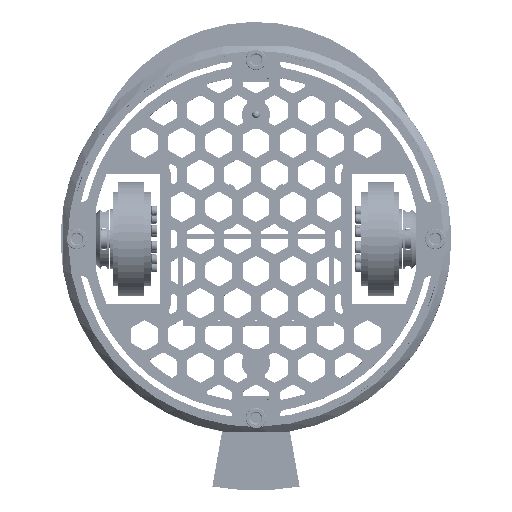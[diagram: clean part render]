
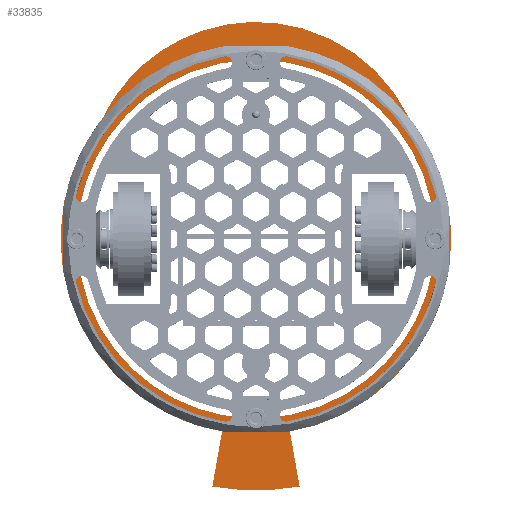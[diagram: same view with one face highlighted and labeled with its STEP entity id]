
A CAD part, top view. The second image highlights one B-rep face of the part: STEP entity #33835.
In plain terms, the highlighted free-form (B-spline) face has degree [1, 1] with [2, 2] control points.
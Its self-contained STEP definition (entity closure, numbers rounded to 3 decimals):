
#33368 = VERTEX_POINT('',#33369);
#33369 = CARTESIAN_POINT('',(75.517,-2.575,
    15.145));
#33376 = EDGE_CURVE('',#33377,#33368,#33379,.T.);
#33377 = VERTEX_POINT('',#33378);
#33378 = CARTESIAN_POINT('',(2.576,-75.517,
    15.145));
#33379 = ( BOUNDED_CURVE() B_SPLINE_CURVE(2,(#33380,#33381,#33382),
.UNSPECIFIED.,.F.,.F.) B_SPLINE_CURVE_WITH_KNOTS((3,3),(4.746,
6.249),.PIECEWISE_BEZIER_KNOTS.) CURVE() 
GEOMETRIC_REPRESENTATION_ITEM() RATIONAL_B_SPLINE_CURVE((1.,
0.731,1.)) REPRESENTATION_ITEM('') );
#33380 = CARTESIAN_POINT('',(2.576,-75.517,
    15.145));
#33381 = CARTESIAN_POINT('',(73.112,-73.111,
    15.145));
#33382 = CARTESIAN_POINT('',(75.517,-2.575,
    15.145));
#33408 = EDGE_CURVE('',#33409,#33377,#33411,.T.);
#33409 = VERTEX_POINT('',#33410);
#33410 = CARTESIAN_POINT('',(-2.576,-75.517,
    15.145));
#33411 = ( BOUNDED_CURVE() B_SPLINE_CURVE(2,(#33412,#33413,#33414,#33415
,#33416),.UNSPECIFIED.,.F.,.F.) B_SPLINE_CURVE_WITH_KNOTS((3,2,3),(
    3.125,4.712,6.3),
.PIECEWISE_BEZIER_KNOTS.) CURVE() GEOMETRIC_REPRESENTATION_ITEM() 
RATIONAL_B_SPLINE_CURVE((1.,0.701,1.,0.701,1.)) 
REPRESENTATION_ITEM('') );
#33412 = CARTESIAN_POINT('',(-2.576,-75.517,
    15.145));
#33413 = CARTESIAN_POINT('',(-2.62,-78.137,
    15.145));
#33414 = CARTESIAN_POINT('',(0.,-78.137,
    15.145));
#33415 = CARTESIAN_POINT('',(2.62,-78.137,
    15.145));
#33416 = CARTESIAN_POINT('',(2.576,-75.517,
    15.145));
#33448 = EDGE_CURVE('',#33449,#33409,#33451,.T.);
#33449 = VERTEX_POINT('',#33450);
#33450 = CARTESIAN_POINT('',(-75.517,-2.575,
    15.145));
#33451 = ( BOUNDED_CURVE() B_SPLINE_CURVE(2,(#33452,#33453,#33454),
.UNSPECIFIED.,.F.,.F.) B_SPLINE_CURVE_WITH_KNOTS((3,3),(3.176,
4.678),.PIECEWISE_BEZIER_KNOTS.) CURVE() 
GEOMETRIC_REPRESENTATION_ITEM() RATIONAL_B_SPLINE_CURVE((1.,
0.731,1.)) REPRESENTATION_ITEM('') );
#33452 = CARTESIAN_POINT('',(-75.517,-2.575,
    15.145));
#33453 = CARTESIAN_POINT('',(-73.112,-73.111,
    15.145));
#33454 = CARTESIAN_POINT('',(-2.576,-75.517,
    15.145));
#33480 = EDGE_CURVE('',#33481,#33449,#33483,.T.);
#33481 = VERTEX_POINT('',#33482);
#33482 = CARTESIAN_POINT('',(-75.517,2.576,
    15.145));
#33483 = ( BOUNDED_CURVE() B_SPLINE_CURVE(2,(#33484,#33485,#33486,#33487
,#33488),.UNSPECIFIED.,.F.,.F.) B_SPLINE_CURVE_WITH_KNOTS((3,2,3),(
    1.554,3.142,4.729),
.PIECEWISE_BEZIER_KNOTS.) CURVE() GEOMETRIC_REPRESENTATION_ITEM() 
RATIONAL_B_SPLINE_CURVE((1.,0.701,1.,0.701,1.)) 
REPRESENTATION_ITEM('') );
#33484 = CARTESIAN_POINT('',(-75.517,2.576,
    15.145));
#33485 = CARTESIAN_POINT('',(-78.137,2.621,
    15.145));
#33486 = CARTESIAN_POINT('',(-78.137,0.,
    15.145));
#33487 = CARTESIAN_POINT('',(-78.137,-2.62,
    15.145));
#33488 = CARTESIAN_POINT('',(-75.517,-2.575,
    15.145));
#33520 = EDGE_CURVE('',#33521,#33481,#33523,.T.);
#33521 = VERTEX_POINT('',#33522);
#33522 = CARTESIAN_POINT('',(-2.576,75.518,
    15.145));
#33523 = ( BOUNDED_CURVE() B_SPLINE_CURVE(2,(#33524,#33525,#33526),
.UNSPECIFIED.,.F.,.F.) B_SPLINE_CURVE_WITH_KNOTS((3,3),(1.605,
3.108),.PIECEWISE_BEZIER_KNOTS.) CURVE() 
GEOMETRIC_REPRESENTATION_ITEM() RATIONAL_B_SPLINE_CURVE((1.,
0.731,1.)) REPRESENTATION_ITEM('') );
#33524 = CARTESIAN_POINT('',(-2.576,75.518,
    15.145));
#33525 = CARTESIAN_POINT('',(-73.112,73.112,
    15.145));
#33526 = CARTESIAN_POINT('',(-75.517,2.576,
    15.145));
#33552 = EDGE_CURVE('',#33553,#33521,#33555,.T.);
#33553 = VERTEX_POINT('',#33554);
#33554 = CARTESIAN_POINT('',(2.576,75.518,
    15.145));
#33555 = ( BOUNDED_CURVE() B_SPLINE_CURVE(2,(#33556,#33557,#33558,#33559
,#33560),.UNSPECIFIED.,.F.,.F.) B_SPLINE_CURVE_WITH_KNOTS((3,2,3),(
    6.266,7.854,9.442),
.PIECEWISE_BEZIER_KNOTS.) CURVE() GEOMETRIC_REPRESENTATION_ITEM() 
RATIONAL_B_SPLINE_CURVE((1.,0.701,1.,0.701,1.)) 
REPRESENTATION_ITEM('') );
#33556 = CARTESIAN_POINT('',(2.576,75.518,
    15.145));
#33557 = CARTESIAN_POINT('',(2.62,78.138,
    15.145));
#33558 = CARTESIAN_POINT('',(0.,78.138,
    15.145));
#33559 = CARTESIAN_POINT('',(-2.62,78.138,
    15.145));
#33560 = CARTESIAN_POINT('',(-2.576,75.518,
    15.145));
#33592 = EDGE_CURVE('',#33593,#33553,#33595,.T.);
#33593 = VERTEX_POINT('',#33594);
#33594 = CARTESIAN_POINT('',(75.517,2.576,
    15.145));
#33595 = ( BOUNDED_CURVE() B_SPLINE_CURVE(2,(#33596,#33597,#33598),
.UNSPECIFIED.,.F.,.F.) B_SPLINE_CURVE_WITH_KNOTS((3,3),(
0.034,1.537),.PIECEWISE_BEZIER_KNOTS.) CURVE() 
GEOMETRIC_REPRESENTATION_ITEM() RATIONAL_B_SPLINE_CURVE((1.,
0.731,1.)) REPRESENTATION_ITEM('') );
#33596 = CARTESIAN_POINT('',(75.517,2.576,
    15.145));
#33597 = CARTESIAN_POINT('',(73.112,73.112,
    15.145));
#33598 = CARTESIAN_POINT('',(2.576,75.518,
    15.145));
#33634 = VERTEX_POINT('',#33635);
#33635 = CARTESIAN_POINT('',(-64.35,51.516,
    15.145));
#33640 = EDGE_CURVE('',#33641,#33634,#33643,.T.);
#33641 = VERTEX_POINT('',#33642);
#33642 = CARTESIAN_POINT('',(64.35,51.516,
    15.145));
#33643 = ( BOUNDED_CURVE() B_SPLINE_CURVE(2,(#33644,#33645,#33646),
.UNSPECIFIED.,.F.,.F.) B_SPLINE_CURVE_WITH_KNOTS((3,3),(0.458,
2.684),.PIECEWISE_BEZIER_KNOTS.) CURVE() 
GEOMETRIC_REPRESENTATION_ITEM() RATIONAL_B_SPLINE_CURVE((1.,
0.442,1.)) REPRESENTATION_ITEM('') );
#33644 = CARTESIAN_POINT('',(64.35,51.516,
    15.145));
#33645 = CARTESIAN_POINT('',(0.,182.155,
    15.145));
#33646 = CARTESIAN_POINT('',(-64.35,51.516,
    15.145));
#33672 = VERTEX_POINT('',#33673);
#33673 = CARTESIAN_POINT('',(-14.314,-81.178,
    15.145));
#33678 = EDGE_CURVE('',#33634,#33672,#33679,.T.);
#33679 = ( BOUNDED_CURVE() B_SPLINE_CURVE(2,(#33680,#33681,#33682),
.UNSPECIFIED.,.F.,.F.) B_SPLINE_CURVE_WITH_KNOTS((3,3),(2.467,
4.538),.PIECEWISE_BEZIER_KNOTS.) CURVE() 
GEOMETRIC_REPRESENTATION_ITEM() RATIONAL_B_SPLINE_CURVE((1.,
0.51,1.)) REPRESENTATION_ITEM('') );
#33680 = CARTESIAN_POINT('',(-64.35,51.516,
    15.145));
#33681 = CARTESIAN_POINT('',(-151.248,-57.032,
    15.145));
#33682 = CARTESIAN_POINT('',(-14.314,-81.178,
    15.145));
#33703 = VERTEX_POINT('',#33704);
#33704 = CARTESIAN_POINT('',(-18.409,-104.402,
    15.145));
#33709 = EDGE_CURVE('',#33672,#33703,#33710,.T.);
#33710 = B_SPLINE_CURVE_WITH_KNOTS('',1,(#33711,#33712),.UNSPECIFIED.,
  .F.,.F.,(2,2),(-10.9,10.9),.PIECEWISE_BEZIER_KNOTS.);
#33711 = CARTESIAN_POINT('',(-14.314,-81.178,
    15.145));
#33712 = CARTESIAN_POINT('',(-18.409,-104.402,
    15.145));
#33732 = VERTEX_POINT('',#33733);
#33733 = CARTESIAN_POINT('',(18.409,-104.402,
    15.145));
#33738 = EDGE_CURVE('',#33703,#33732,#33739,.T.);
#33739 = ( BOUNDED_CURVE() B_SPLINE_CURVE(2,(#33740,#33741,#33742),
.UNSPECIFIED.,.F.,.F.) B_SPLINE_CURVE_WITH_KNOTS((3,3),(4.538,
4.887),.PIECEWISE_BEZIER_KNOTS.) CURVE() 
GEOMETRIC_REPRESENTATION_ITEM() RATIONAL_B_SPLINE_CURVE((1.,
0.985,1.)) REPRESENTATION_ITEM('') );
#33740 = CARTESIAN_POINT('',(-18.409,-104.402,
    15.145));
#33741 = CARTESIAN_POINT('',(0.,-107.648,
    15.145));
#33742 = CARTESIAN_POINT('',(18.409,-104.402,
    15.145));
#33763 = VERTEX_POINT('',#33764);
#33764 = CARTESIAN_POINT('',(14.314,-81.178,
    15.145));
#33769 = EDGE_CURVE('',#33763,#33732,#33770,.T.);
#33770 = B_SPLINE_CURVE_WITH_KNOTS('',1,(#33771,#33772),.UNSPECIFIED.,
  .F.,.F.,(2,2),(-10.9,10.9),.PIECEWISE_BEZIER_KNOTS.);
#33771 = CARTESIAN_POINT('',(14.314,-81.178,
    15.145));
#33772 = CARTESIAN_POINT('',(18.409,-104.402,
    15.145));
#33790 = EDGE_CURVE('',#33763,#33641,#33791,.T.);
#33791 = ( BOUNDED_CURVE() B_SPLINE_CURVE(2,(#33792,#33793,#33794),
.UNSPECIFIED.,.F.,.F.) B_SPLINE_CURVE_WITH_KNOTS((3,3),(4.887,
6.958),.PIECEWISE_BEZIER_KNOTS.) CURVE() 
GEOMETRIC_REPRESENTATION_ITEM() RATIONAL_B_SPLINE_CURVE((1.,
0.51,1.)) REPRESENTATION_ITEM('') );
#33792 = CARTESIAN_POINT('',(14.314,-81.178,
    15.145));
#33793 = CARTESIAN_POINT('',(151.248,-57.032,
    15.145));
#33794 = CARTESIAN_POINT('',(64.35,51.516,
    15.145));
#33808 = EDGE_CURVE('',#33368,#33593,#33809,.T.);
#33809 = ( BOUNDED_CURVE() B_SPLINE_CURVE(2,(#33810,#33811,#33812,#33813
,#33814),.UNSPECIFIED.,.F.,.F.) B_SPLINE_CURVE_WITH_KNOTS((3,2,3),(
    4.695,6.283,7.871),
.PIECEWISE_BEZIER_KNOTS.) CURVE() GEOMETRIC_REPRESENTATION_ITEM() 
RATIONAL_B_SPLINE_CURVE((1.,0.701,1.,0.701,1.)) 
REPRESENTATION_ITEM('') );
#33810 = CARTESIAN_POINT('',(75.517,-2.575,
    15.145));
#33811 = CARTESIAN_POINT('',(78.137,-2.62,
    15.145));
#33812 = CARTESIAN_POINT('',(78.137,0.,
    15.145));
#33813 = CARTESIAN_POINT('',(78.137,2.621,
    15.145));
#33814 = CARTESIAN_POINT('',(75.517,2.576,
    15.145));
#33835 = ADVANCED_FACE('',(#33836,#33844),#33854,.T.);
#33836 = FACE_BOUND('',#33837,.T.);
#33837 = EDGE_LOOP('',(#33838,#33839,#33840,#33841,#33842,#33843));
#33838 = ORIENTED_EDGE('',*,*,#33640,.T.);
#33839 = ORIENTED_EDGE('',*,*,#33678,.T.);
#33840 = ORIENTED_EDGE('',*,*,#33709,.T.);
#33841 = ORIENTED_EDGE('',*,*,#33738,.T.);
#33842 = ORIENTED_EDGE('',*,*,#33769,.F.);
#33843 = ORIENTED_EDGE('',*,*,#33790,.T.);
#33844 = FACE_BOUND('',#33845,.T.);
#33845 = EDGE_LOOP('',(#33846,#33847,#33848,#33849,#33850,#33851,#33852,
    #33853));
#33846 = ORIENTED_EDGE('',*,*,#33376,.F.);
#33847 = ORIENTED_EDGE('',*,*,#33408,.F.);
#33848 = ORIENTED_EDGE('',*,*,#33448,.F.);
#33849 = ORIENTED_EDGE('',*,*,#33480,.F.);
#33850 = ORIENTED_EDGE('',*,*,#33520,.F.);
#33851 = ORIENTED_EDGE('',*,*,#33552,.F.);
#33852 = ORIENTED_EDGE('',*,*,#33592,.F.);
#33853 = ORIENTED_EDGE('',*,*,#33808,.F.);
#33854 = B_SPLINE_SURFACE_WITH_KNOTS('',1,1,(
    (#33855,#33856)
    ,(#33857,#33858
    )),.UNSPECIFIED.,.F.,.F.,.F.,(2,2),(2,2),(-92.97,
    59.43),(-91.316,91.316),
  .PIECEWISE_BEZIER_KNOTS.);
#33855 = CARTESIAN_POINT('',(-82.43,-106.012,
    15.145));
#33856 = CARTESIAN_POINT('',(-82.43,91.552,
    15.145));
#33857 = CARTESIAN_POINT('',(82.43,-106.012,
    15.145));
#33858 = CARTESIAN_POINT('',(82.43,91.552,
    15.145));
